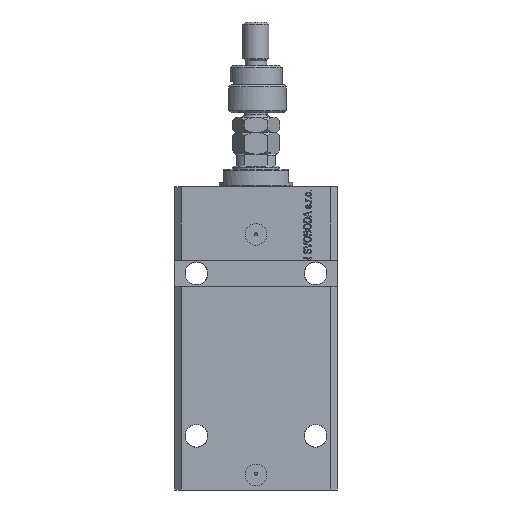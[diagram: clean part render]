
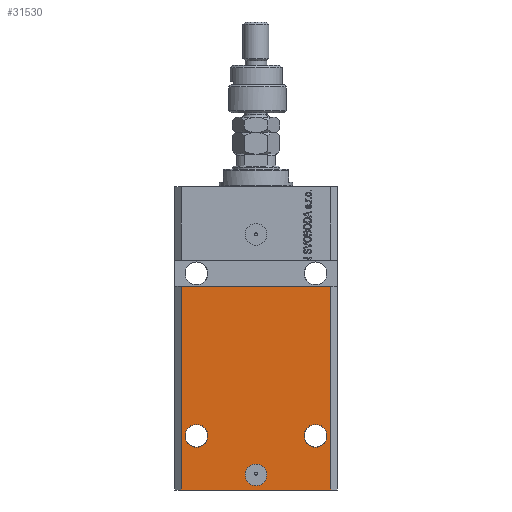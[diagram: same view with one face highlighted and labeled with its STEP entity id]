
A CAD part, front view. The second image highlights one B-rep face of the part: STEP entity #31530.
In plain terms, the highlighted planar face has unit normal (0, -1, 0).
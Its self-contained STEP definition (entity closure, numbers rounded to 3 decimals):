
#110 = VERTEX_POINT ( 'NONE', #35413 ) ;
#368 = VERTEX_POINT ( 'NONE', #18944 ) ;
#666 = AXIS2_PLACEMENT_3D ( 'NONE', #41264, #13583, #29945 ) ;
#1220 = FACE_OUTER_BOUND ( 'NONE', #45687, .T. ) ;
#1886 = VECTOR ( 'NONE', #4962, 1000. ) ;
#2324 = ORIENTED_EDGE ( 'NONE', *, *, #25741, .F. ) ;
#3861 = CARTESIAN_POINT ( 'NONE',  ( -34.5, -27.5, -46. ) ) ;
#4382 = CARTESIAN_POINT ( 'NONE',  ( 0., -27.5, -133. ) ) ;
#4962 = DIRECTION ( 'NONE',  ( 0., 0., 1. ) ) ;
#5006 = AXIS2_PLACEMENT_3D ( 'NONE', #32976, #28868, #13252 ) ;
#5802 = VERTEX_POINT ( 'NONE', #16075 ) ;
#6291 = ORIENTED_EDGE ( 'NONE', *, *, #44005, .F. ) ;
#6543 = EDGE_CURVE ( 'NONE', #43951, #45139, #29028, .T. ) ;
#6717 = CARTESIAN_POINT ( 'NONE',  ( -32.75, -27.5, -115. ) ) ;
#7206 = LINE ( 'NONE', #49296, #32574 ) ;
#7377 = EDGE_CURVE ( 'NONE', #110, #24815, #18374, .T. ) ;
#7862 = ORIENTED_EDGE ( 'NONE', *, *, #39127, .T. ) ;
#7997 = AXIS2_PLACEMENT_3D ( 'NONE', #8669, #32484, #44305 ) ;
#8669 = CARTESIAN_POINT ( 'NONE',  ( -27.5, -27.5, -115. ) ) ;
#8801 = LINE ( 'NONE', #48290, #1886 ) ;
#9035 = CARTESIAN_POINT ( 'NONE',  ( 34.5, -27.5, -140. ) ) ;
#9479 = VECTOR ( 'NONE', #49186, 1000. ) ;
#9555 = VERTEX_POINT ( 'NONE', #16133 ) ;
#10549 = CARTESIAN_POINT ( 'NONE',  ( 27.5, -27.5, -115. ) ) ;
#11202 = VERTEX_POINT ( 'NONE', #3861 ) ;
#11419 = EDGE_CURVE ( 'NONE', #9555, #50622, #25984, .T. ) ;
#11577 = EDGE_CURVE ( 'NONE', #50622, #9555, #45658, .T. ) ;
#11604 = CIRCLE ( 'NONE', #31231, 5. ) ;
#13141 = DIRECTION ( 'NONE',  ( 0., 0., 1. ) ) ;
#13252 = DIRECTION ( 'NONE',  ( 0., 0., -1. ) ) ;
#13583 = DIRECTION ( 'NONE',  ( 0., -1., 0. ) ) ;
#14042 = CARTESIAN_POINT ( 'NONE',  ( -34.5, -27.5, -140. ) ) ;
#16075 = CARTESIAN_POINT ( 'NONE',  ( 5., -27.5, -133. ) ) ;
#16133 = CARTESIAN_POINT ( 'NONE',  ( -22.25, -27.5, -115. ) ) ;
#17090 = FACE_BOUND ( 'NONE', #23672, .T. ) ;
#18374 = LINE ( 'NONE', #14042, #9479 ) ;
#18944 = CARTESIAN_POINT ( 'NONE',  ( 34.5, -27.5, -46. ) ) ;
#21081 = LINE ( 'NONE', #41076, #42128 ) ;
#21195 = FACE_BOUND ( 'NONE', #31553, .T. ) ;
#21473 = CARTESIAN_POINT ( 'NONE',  ( 27.5, -27.5, -115. ) ) ;
#21832 = CARTESIAN_POINT ( 'NONE',  ( 22.25, -27.5, -115. ) ) ;
#22060 = DIRECTION ( 'NONE',  ( 1., 0., 0. ) ) ;
#23059 = CARTESIAN_POINT ( 'NONE',  ( 0., -27.5, -133. ) ) ;
#23672 = EDGE_LOOP ( 'NONE', ( #34948, #30138 ) ) ;
#24815 = VERTEX_POINT ( 'NONE', #9035 ) ;
#24827 = ORIENTED_EDGE ( 'NONE', *, *, #11419, .F. ) ;
#24941 = EDGE_CURVE ( 'NONE', #5802, #40477, #27734, .T. ) ;
#25150 = CARTESIAN_POINT ( 'NONE',  ( -5., -27.5, -133. ) ) ;
#25741 = EDGE_CURVE ( 'NONE', #11202, #368, #7206, .T. ) ;
#25984 = CIRCLE ( 'NONE', #666, 5.25 ) ;
#27734 = CIRCLE ( 'NONE', #45761, 5. ) ;
#28367 = FACE_BOUND ( 'NONE', #48534, .T. ) ;
#28868 = DIRECTION ( 'NONE',  ( 0., -1., 0. ) ) ;
#29028 = CIRCLE ( 'NONE', #35595, 5.25 ) ;
#29945 = DIRECTION ( 'NONE',  ( -1., 0., 0. ) ) ;
#30006 = DIRECTION ( 'NONE',  ( 1., 0., 0. ) ) ;
#30138 = ORIENTED_EDGE ( 'NONE', *, *, #33376, .F. ) ;
#30518 = DIRECTION ( 'NONE',  ( 1., 0., 0. ) ) ;
#30676 = AXIS2_PLACEMENT_3D ( 'NONE', #10549, #34615, #30006 ) ;
#31231 = AXIS2_PLACEMENT_3D ( 'NONE', #4382, #47963, #40004 ) ;
#31530 = ADVANCED_FACE ( 'NONE', ( #17090, #21195, #28367, #1220 ), #35815, .T. ) ;
#31553 = EDGE_LOOP ( 'NONE', ( #6291, #36309 ) ) ;
#32484 = DIRECTION ( 'NONE',  ( 0., -1., 0. ) ) ;
#32574 = VECTOR ( 'NONE', #30518, 1000. ) ;
#32976 = CARTESIAN_POINT ( 'NONE',  ( -34.5, -27.5, -140. ) ) ;
#33376 = EDGE_CURVE ( 'NONE', #40477, #5802, #11604, .T. ) ;
#33704 = ORIENTED_EDGE ( 'NONE', *, *, #7377, .T. ) ;
#34615 = DIRECTION ( 'NONE',  ( 0., -1., 0. ) ) ;
#34789 = CIRCLE ( 'NONE', #30676, 5.25 ) ;
#34948 = ORIENTED_EDGE ( 'NONE', *, *, #24941, .F. ) ;
#35413 = CARTESIAN_POINT ( 'NONE',  ( -34.5, -27.5, -140. ) ) ;
#35595 = AXIS2_PLACEMENT_3D ( 'NONE', #21473, #48675, #36595 ) ;
#35815 = PLANE ( 'NONE',  #5006 ) ;
#36112 = ORIENTED_EDGE ( 'NONE', *, *, #42701, .F. ) ;
#36309 = ORIENTED_EDGE ( 'NONE', *, *, #6543, .F. ) ;
#36595 = DIRECTION ( 'NONE',  ( 1., 0., 0. ) ) ;
#39127 = EDGE_CURVE ( 'NONE', #24815, #368, #8801, .T. ) ;
#40004 = DIRECTION ( 'NONE',  ( 1., 0., 0. ) ) ;
#40477 = VERTEX_POINT ( 'NONE', #25150 ) ;
#40529 = CARTESIAN_POINT ( 'NONE',  ( 32.75, -27.5, -115. ) ) ;
#41076 = CARTESIAN_POINT ( 'NONE',  ( -34.5, -27.5, -140. ) ) ;
#41264 = CARTESIAN_POINT ( 'NONE',  ( -27.5, -27.5, -115. ) ) ;
#41649 = ORIENTED_EDGE ( 'NONE', *, *, #11577, .F. ) ;
#41808 = DIRECTION ( 'NONE',  ( 0., -1., 0. ) ) ;
#42128 = VECTOR ( 'NONE', #13141, 1000. ) ;
#42701 = EDGE_CURVE ( 'NONE', #110, #11202, #21081, .T. ) ;
#43951 = VERTEX_POINT ( 'NONE', #21832 ) ;
#44005 = EDGE_CURVE ( 'NONE', #45139, #43951, #34789, .T. ) ;
#44305 = DIRECTION ( 'NONE',  ( -1., 0., 0. ) ) ;
#45139 = VERTEX_POINT ( 'NONE', #40529 ) ;
#45658 = CIRCLE ( 'NONE', #7997, 5.25 ) ;
#45687 = EDGE_LOOP ( 'NONE', ( #2324, #36112, #33704, #7862 ) ) ;
#45761 = AXIS2_PLACEMENT_3D ( 'NONE', #23059, #41808, #22060 ) ;
#47963 = DIRECTION ( 'NONE',  ( 0., -1., 0. ) ) ;
#48290 = CARTESIAN_POINT ( 'NONE',  ( 34.5, -27.5, -140. ) ) ;
#48534 = EDGE_LOOP ( 'NONE', ( #24827, #41649 ) ) ;
#48675 = DIRECTION ( 'NONE',  ( 0., -1., 0. ) ) ;
#49186 = DIRECTION ( 'NONE',  ( 1., 0., 0. ) ) ;
#49296 = CARTESIAN_POINT ( 'NONE',  ( -37.5, -27.5, -46. ) ) ;
#50622 = VERTEX_POINT ( 'NONE', #6717 ) ;
